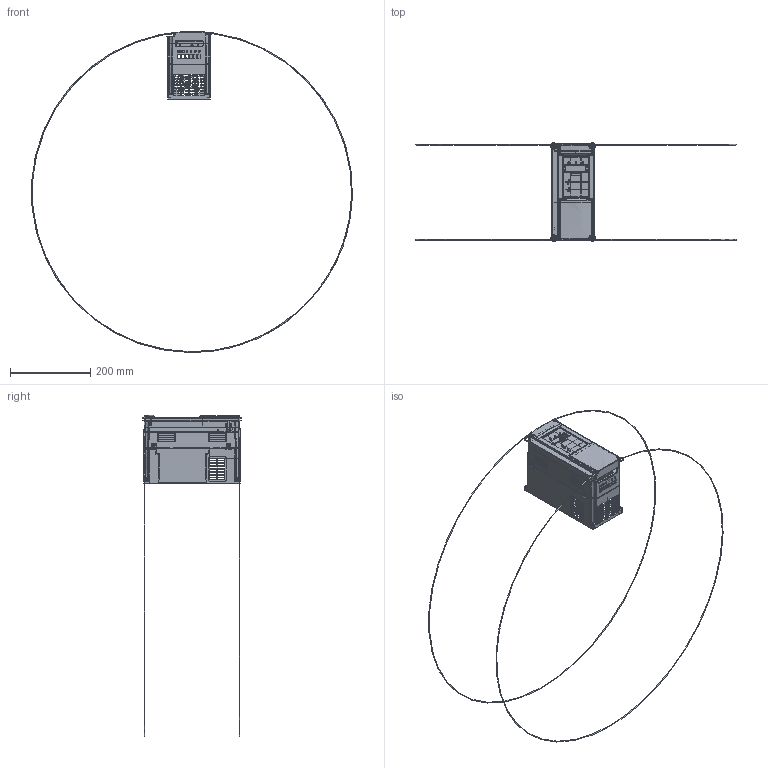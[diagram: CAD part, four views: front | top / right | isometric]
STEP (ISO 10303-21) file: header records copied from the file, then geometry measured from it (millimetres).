
FILE_DESCRIPTION((''),'2;1');
FILE_NAME('ASM0006_ASM_11_ASM','2019-05-23T',('PC-TR'),(''),'PRO/ENGINEER BY PARAMETRIC TECHNOLOGY CORPORATION, 2010280','PRO/ENGINEER BY PARAMETRIC TECHNOLOGY CORPORATION, 2010280','');
FILE_SCHEMA(('CONFIG_CONTROL_DESIGN'));
Products named in the file (1): ASM0006_ASM_11_ASM
Bounding box: 799.35 x 245.88 x 799.94 mm (x, y, z)
Surface area: 441843.5 mm2 (no closed solid volume)
Topology: 0 solids, 0 shells, 3468 faces, 19848 edges, 19782 vertices
Faces by surface type: bspline 3402, torus 40, sphere 26
Entity records: 275532 total; most frequent: CARTESIAN_POINT 98356, DIRECTION 26825, TRIMMED_CURVE 25352, VECTOR 24011, LINE 24011, DEFINITIONAL_REPRESENTATION 19718, PCURVE 19718, COMPOSITE_CURVE_SEGMENT 19718
